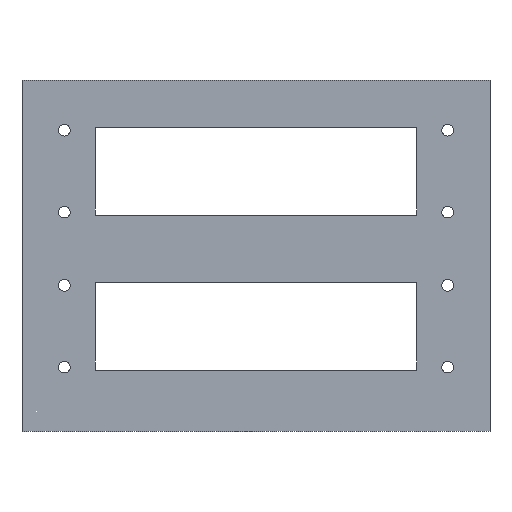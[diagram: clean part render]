
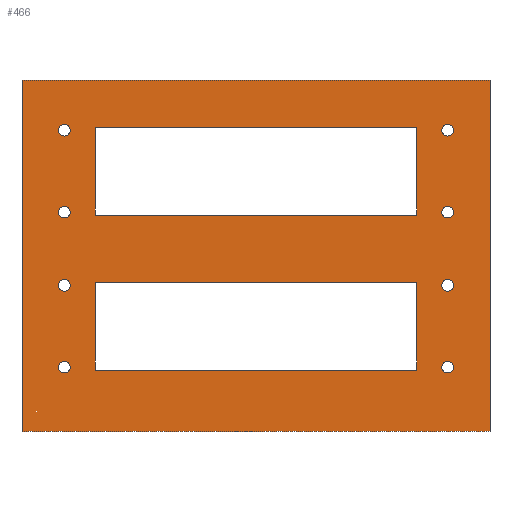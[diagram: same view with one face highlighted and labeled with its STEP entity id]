
A CAD part, front view. The second image highlights one B-rep face of the part: STEP entity #466.
In plain terms, the highlighted planar face has unit normal (0, -1, 0).
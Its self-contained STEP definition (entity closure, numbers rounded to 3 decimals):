
#25=FACE_BOUND('',#113,.T.);
#26=FACE_BOUND('',#114,.T.);
#27=FACE_BOUND('',#115,.T.);
#28=FACE_BOUND('',#116,.T.);
#29=FACE_BOUND('',#117,.T.);
#30=FACE_BOUND('',#118,.T.);
#31=FACE_BOUND('',#119,.T.);
#32=FACE_BOUND('',#120,.T.);
#33=FACE_BOUND('',#121,.T.);
#34=FACE_BOUND('',#122,.T.);
#36=CIRCLE('',#487,2.);
#38=CIRCLE('',#494,2.);
#40=CIRCLE('',#497,2.);
#42=CIRCLE('',#500,2.);
#44=CIRCLE('',#503,2.);
#46=CIRCLE('',#506,2.);
#48=CIRCLE('',#509,2.);
#50=CIRCLE('',#512,2.);
#80=FACE_OUTER_BOUND('',#112,.T.);
#112=EDGE_LOOP('',(#411,#412,#413,#414));
#113=EDGE_LOOP('',(#415));
#114=EDGE_LOOP('',(#416));
#115=EDGE_LOOP('',(#417));
#116=EDGE_LOOP('',(#418));
#117=EDGE_LOOP('',(#419));
#118=EDGE_LOOP('',(#420));
#119=EDGE_LOOP('',(#421));
#120=EDGE_LOOP('',(#422,#423,#424,#425));
#121=EDGE_LOOP('',(#426));
#122=EDGE_LOOP('',(#427,#428,#429,#430));
#123=LINE('',#645,#167);
#127=LINE('',#653,#171);
#130=LINE('',#659,#174);
#133=LINE('',#664,#177);
#136=LINE('',#675,#180);
#140=LINE('',#683,#184);
#143=LINE('',#689,#187);
#146=LINE('',#694,#190);
#155=LINE('',#741,#199);
#159=LINE('',#749,#203);
#162=LINE('',#755,#206);
#165=LINE('',#760,#209);
#167=VECTOR('',#523,10.);
#171=VECTOR('',#529,10.);
#174=VECTOR('',#534,10.);
#177=VECTOR('',#539,10.);
#180=VECTOR('',#550,10.);
#184=VECTOR('',#556,10.);
#187=VECTOR('',#561,10.);
#190=VECTOR('',#566,10.);
#199=VECTOR('',#619,10.);
#203=VECTOR('',#625,10.);
#206=VECTOR('',#630,10.);
#209=VECTOR('',#635,10.);
#211=VERTEX_POINT('',#643);
#212=VERTEX_POINT('',#644);
#215=VERTEX_POINT('',#652);
#217=VERTEX_POINT('',#658);
#220=VERTEX_POINT('',#669);
#221=VERTEX_POINT('',#673);
#222=VERTEX_POINT('',#674);
#225=VERTEX_POINT('',#682);
#227=VERTEX_POINT('',#688);
#230=VERTEX_POINT('',#699);
#232=VERTEX_POINT('',#705);
#234=VERTEX_POINT('',#711);
#236=VERTEX_POINT('',#717);
#238=VERTEX_POINT('',#723);
#240=VERTEX_POINT('',#729);
#242=VERTEX_POINT('',#735);
#243=VERTEX_POINT('',#739);
#244=VERTEX_POINT('',#740);
#247=VERTEX_POINT('',#748);
#249=VERTEX_POINT('',#754);
#251=EDGE_CURVE('',#211,#212,#123,.T.);
#255=EDGE_CURVE('',#215,#211,#127,.T.);
#258=EDGE_CURVE('',#217,#215,#130,.T.);
#261=EDGE_CURVE('',#212,#217,#133,.T.);
#265=EDGE_CURVE('',#220,#220,#36,.T.);
#266=EDGE_CURVE('',#221,#222,#136,.T.);
#270=EDGE_CURVE('',#225,#221,#140,.T.);
#273=EDGE_CURVE('',#227,#225,#143,.T.);
#276=EDGE_CURVE('',#222,#227,#146,.T.);
#280=EDGE_CURVE('',#230,#230,#38,.T.);
#283=EDGE_CURVE('',#232,#232,#40,.T.);
#286=EDGE_CURVE('',#234,#234,#42,.T.);
#289=EDGE_CURVE('',#236,#236,#44,.T.);
#292=EDGE_CURVE('',#238,#238,#46,.T.);
#295=EDGE_CURVE('',#240,#240,#48,.T.);
#298=EDGE_CURVE('',#242,#242,#50,.T.);
#299=EDGE_CURVE('',#243,#244,#155,.T.);
#303=EDGE_CURVE('',#244,#247,#159,.T.);
#306=EDGE_CURVE('',#247,#249,#162,.T.);
#309=EDGE_CURVE('',#249,#243,#165,.T.);
#411=ORIENTED_EDGE('',*,*,#309,.T.);
#412=ORIENTED_EDGE('',*,*,#299,.T.);
#413=ORIENTED_EDGE('',*,*,#303,.T.);
#414=ORIENTED_EDGE('',*,*,#306,.T.);
#415=ORIENTED_EDGE('',*,*,#298,.F.);
#416=ORIENTED_EDGE('',*,*,#295,.F.);
#417=ORIENTED_EDGE('',*,*,#292,.F.);
#418=ORIENTED_EDGE('',*,*,#289,.F.);
#419=ORIENTED_EDGE('',*,*,#286,.F.);
#420=ORIENTED_EDGE('',*,*,#283,.F.);
#421=ORIENTED_EDGE('',*,*,#280,.F.);
#422=ORIENTED_EDGE('',*,*,#276,.F.);
#423=ORIENTED_EDGE('',*,*,#266,.F.);
#424=ORIENTED_EDGE('',*,*,#270,.F.);
#425=ORIENTED_EDGE('',*,*,#273,.F.);
#426=ORIENTED_EDGE('',*,*,#265,.F.);
#427=ORIENTED_EDGE('',*,*,#261,.F.);
#428=ORIENTED_EDGE('',*,*,#251,.F.);
#429=ORIENTED_EDGE('',*,*,#255,.F.);
#430=ORIENTED_EDGE('',*,*,#258,.F.);
#444=PLANE('',#518);
#466=ADVANCED_FACE('',(#80,#25,#26,#27,#28,#29,#30,#31,#32,#33,#34),#444,
 .F.);
#487=AXIS2_PLACEMENT_3D('',#671,#546,#547);
#494=AXIS2_PLACEMENT_3D('',#701,#573,#574);
#497=AXIS2_PLACEMENT_3D('',#707,#580,#581);
#500=AXIS2_PLACEMENT_3D('',#713,#587,#588);
#503=AXIS2_PLACEMENT_3D('',#719,#594,#595);
#506=AXIS2_PLACEMENT_3D('',#725,#601,#602);
#509=AXIS2_PLACEMENT_3D('',#731,#608,#609);
#512=AXIS2_PLACEMENT_3D('',#737,#615,#616);
#518=AXIS2_PLACEMENT_3D('',#763,#639,#640);
#523=DIRECTION('',(0.,0.,-1.));
#529=DIRECTION('',(-1.,0.,0.));
#534=DIRECTION('',(0.,0.,1.));
#539=DIRECTION('',(1.,0.,0.));
#546=DIRECTION('center_axis',(0.,-1.,0.));
#547=DIRECTION('ref_axis',(1.,0.,0.));
#550=DIRECTION('',(0.,0.,-1.));
#556=DIRECTION('',(-1.,0.,0.));
#561=DIRECTION('',(0.,0.,1.));
#566=DIRECTION('',(1.,0.,0.));
#573=DIRECTION('center_axis',(0.,-1.,0.));
#574=DIRECTION('ref_axis',(1.,0.,0.));
#580=DIRECTION('center_axis',(0.,-1.,0.));
#581=DIRECTION('ref_axis',(1.,0.,0.));
#587=DIRECTION('center_axis',(0.,-1.,0.));
#588=DIRECTION('ref_axis',(1.,0.,0.));
#594=DIRECTION('center_axis',(0.,-1.,0.));
#595=DIRECTION('ref_axis',(1.,0.,0.));
#601=DIRECTION('center_axis',(0.,-1.,0.));
#602=DIRECTION('ref_axis',(1.,0.,0.));
#608=DIRECTION('center_axis',(0.,-1.,0.));
#609=DIRECTION('ref_axis',(1.,0.,0.));
#615=DIRECTION('center_axis',(0.,-1.,0.));
#616=DIRECTION('ref_axis',(1.,0.,0.));
#619=DIRECTION('',(0.,0.,1.));
#625=DIRECTION('',(-1.,0.,0.));
#630=DIRECTION('',(0.,0.,-1.));
#635=DIRECTION('',(1.,0.,0.));
#639=DIRECTION('center_axis',(0.,1.,0.));
#640=DIRECTION('ref_axis',(1.,0.,0.));
#643=CARTESIAN_POINT('',(-55.,0.,44.));
#644=CARTESIAN_POINT('',(-55.,0.,14.));
#645=CARTESIAN_POINT('',(-55.,0.,44.));
#652=CARTESIAN_POINT('',(55.,0.,44.));
#653=CARTESIAN_POINT('',(55.,0.,44.));
#658=CARTESIAN_POINT('',(55.,0.,14.));
#659=CARTESIAN_POINT('',(55.,0.,14.));
#664=CARTESIAN_POINT('',(-55.,0.,14.));
#669=CARTESIAN_POINT('',(63.5,0.,-10.));
#671=CARTESIAN_POINT('Origin',(65.5,0.,-10.));
#673=CARTESIAN_POINT('',(-55.,0.,-9.));
#674=CARTESIAN_POINT('',(-55.,0.,-39.));
#675=CARTESIAN_POINT('',(-55.,0.,-9.));
#682=CARTESIAN_POINT('',(55.,0.,-9.));
#683=CARTESIAN_POINT('',(55.,0.,-9.));
#688=CARTESIAN_POINT('',(55.,0.,-39.));
#689=CARTESIAN_POINT('',(55.,0.,-39.));
#694=CARTESIAN_POINT('',(-55.,0.,-39.));
#699=CARTESIAN_POINT('',(-67.5,0.,43.));
#701=CARTESIAN_POINT('Origin',(-65.5,0.,43.));
#705=CARTESIAN_POINT('',(63.5,0.,15.));
#707=CARTESIAN_POINT('Origin',(65.5,0.,15.));
#711=CARTESIAN_POINT('',(63.5,0.,43.));
#713=CARTESIAN_POINT('Origin',(65.5,0.,43.));
#717=CARTESIAN_POINT('',(-67.5,0.,15.));
#719=CARTESIAN_POINT('Origin',(-65.5,0.,15.));
#723=CARTESIAN_POINT('',(63.5,0.,-38.));
#725=CARTESIAN_POINT('Origin',(65.5,0.,-38.));
#729=CARTESIAN_POINT('',(-67.5,0.,-38.));
#731=CARTESIAN_POINT('Origin',(-65.5,0.,-38.));
#735=CARTESIAN_POINT('',(-67.5,0.,-10.));
#737=CARTESIAN_POINT('Origin',(-65.5,0.,-10.));
#739=CARTESIAN_POINT('',(80.,0.,-60.));
#740=CARTESIAN_POINT('',(80.,0.,60.));
#741=CARTESIAN_POINT('',(80.,0.,-60.));
#748=CARTESIAN_POINT('',(-80.,0.,60.));
#749=CARTESIAN_POINT('',(80.,0.,60.));
#754=CARTESIAN_POINT('',(-80.,0.,-60.));
#755=CARTESIAN_POINT('',(-80.,0.,60.));
#760=CARTESIAN_POINT('',(-80.,0.,-60.));
#763=CARTESIAN_POINT('Origin',(0.,0.,0.));
